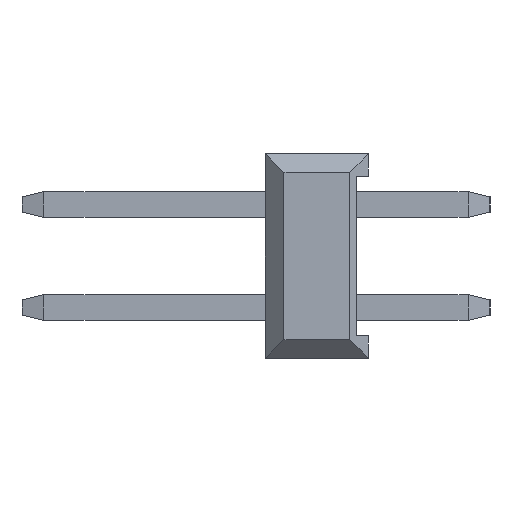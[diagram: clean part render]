
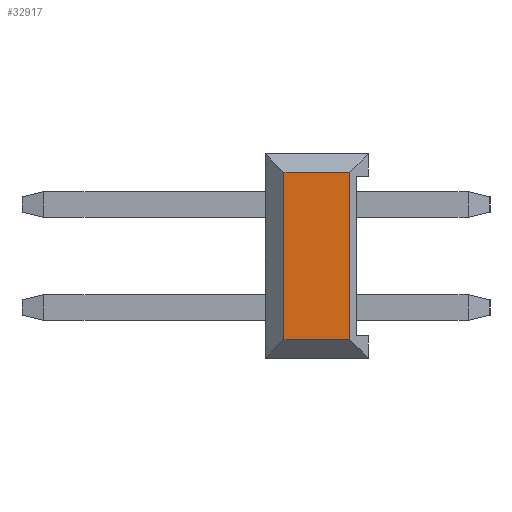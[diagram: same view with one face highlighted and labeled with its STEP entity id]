
A CAD part, left-side view. The second image highlights one B-rep face of the part: STEP entity #32917.
In plain terms, the highlighted planar face has unit normal (-1, 0, 0).
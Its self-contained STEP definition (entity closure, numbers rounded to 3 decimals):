
#8929 = VERTEX_POINT ( 'NONE', #18519 ) ;
#14959 = ORIENTED_EDGE ( 'NONE', *, *, #27338, .F. ) ;
#15402 = ORIENTED_EDGE ( 'NONE', *, *, #27339, .T. ) ;
#15418 = ORIENTED_EDGE ( 'NONE', *, *, #27337, .F. ) ;
#15425 = ORIENTED_EDGE ( 'NONE', *, *, #27335, .T. ) ;
#18519 = CARTESIAN_POINT ( 'NONE',  ( -1.27, 2.08, 0.79 ) ) ;
#21519 = PLANE ( 'NONE',  #26511 ) ;
#21520 = CARTESIAN_POINT ( 'NONE',  ( -1.27, 2.54, 0.79 ) ) ;
#21521 = DIRECTION ( 'NONE',  ( 1., 0., 0. ) ) ;
#21522 = DIRECTION ( 'NONE',  ( 0., 0., -1. ) ) ;
#25768 = VECTOR ( 'NONE', #43854, 1000. ) ;
#25770 = VECTOR ( 'NONE', #43860, 1000. ) ;
#25771 = VECTOR ( 'NONE', #43863, 1000. ) ;
#25772 = VECTOR ( 'NONE', #43866, 1000. ) ;
#26504 = FACE_OUTER_BOUND ( 'NONE', #32293, .T. ) ;
#26511 = AXIS2_PLACEMENT_3D ( 'NONE', #21520, #21521, #21522 ) ;
#27335 = EDGE_CURVE ( 'NONE', #46952, #46959, #43852, .T. ) ;
#27337 = EDGE_CURVE ( 'NONE', #46952, #8929, #43858, .T. ) ;
#27338 = EDGE_CURVE ( 'NONE', #8929, #46930, #43861, .T. ) ;
#27339 = EDGE_CURVE ( 'NONE', #46959, #46930, #43864, .T. ) ;
#32293 = EDGE_LOOP ( 'NONE', ( #14959, #15418, #15425, #15402 ) ) ;
#32917 = ADVANCED_FACE ( 'NONE', ( #26504 ), #21519, .F. ) ;
#43084 = CARTESIAN_POINT ( 'NONE',  ( -1.27, 0.46, 0.79 ) ) ;
#43095 = CARTESIAN_POINT ( 'NONE',  ( -1.27, 2.08, -3.33 ) ) ;
#43099 = CARTESIAN_POINT ( 'NONE',  ( -1.27, 0.46, -3.33 ) ) ;
#43852 = LINE ( 'NONE', #43853, #25768 ) ;
#43853 = CARTESIAN_POINT ( 'NONE',  ( -1.27, 2.54, -3.33 ) ) ;
#43854 = DIRECTION ( 'NONE',  ( 0., -1., 0. ) ) ;
#43858 = LINE ( 'NONE', #43859, #25770 ) ;
#43859 = CARTESIAN_POINT ( 'NONE',  ( -1.27, 2.08, -3.81 ) ) ;
#43860 = DIRECTION ( 'NONE',  ( 0., 0., 1. ) ) ;
#43861 = LINE ( 'NONE', #43862, #25771 ) ;
#43862 = CARTESIAN_POINT ( 'NONE',  ( -1.27, 2.54, 0.79 ) ) ;
#43863 = DIRECTION ( 'NONE',  ( 0., -1., 0. ) ) ;
#43864 = LINE ( 'NONE', #43865, #25772 ) ;
#43865 = CARTESIAN_POINT ( 'NONE',  ( -1.27, 0.46, -3.81 ) ) ;
#43866 = DIRECTION ( 'NONE',  ( 0., 0., 1. ) ) ;
#46930 = VERTEX_POINT ( 'NONE', #43084 ) ;
#46952 = VERTEX_POINT ( 'NONE', #43095 ) ;
#46959 = VERTEX_POINT ( 'NONE', #43099 ) ;
